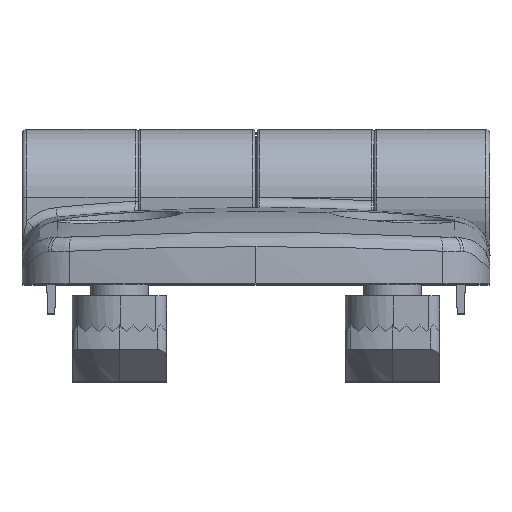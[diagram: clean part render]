
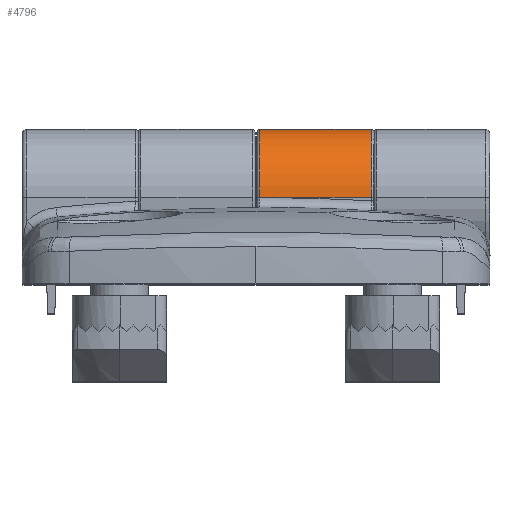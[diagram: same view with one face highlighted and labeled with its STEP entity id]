
A CAD part, top view. The second image highlights one B-rep face of the part: STEP entity #4796.
In plain terms, the highlighted cylindrical face has radius 7 mm (diameter 14 mm), a partial arc.
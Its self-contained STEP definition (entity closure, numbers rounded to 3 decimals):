
#1093=CARTESIAN_POINT('',(-0.4,8.9,0.));
#1094=DIRECTION('',(1.,0.,0.));
#1095=DIRECTION('',(0.,0.,-1.));
#1096=AXIS2_PLACEMENT_3D('',#1093,#1094,#1095);
#1769=CARTESIAN_POINT('',(-11.8,8.9,0.));
#1770=DIRECTION('',(-1.,0.,0.));
#1771=DIRECTION('',(0.,0.,1.));
#1772=AXIS2_PLACEMENT_3D('',#1769,#1770,#1771);
#1971=DIRECTION('',(1.,0.,0.));
#1972=VECTOR('',#1971,11.4);
#1973=CARTESIAN_POINT('',(-11.8,8.9,7.));
#1974=LINE('',#1973,#1972);
#1978=DIRECTION('',(-1.,0.,0.));
#1979=VECTOR('',#1978,11.4);
#1980=CARTESIAN_POINT('',(-0.4,8.899,
-7.));
#1981=LINE('',#1980,#1979);
#3185=CARTESIAN_POINT('',(-11.8,8.9,7.));
#3186=CARTESIAN_POINT('',(-0.4,8.9,7.));
#3187=VERTEX_POINT('',#3185);
#3188=VERTEX_POINT('',#3186);
#3307=CARTESIAN_POINT('',(-0.4,8.899,
-7.));
#3308=CARTESIAN_POINT('',(-11.8,8.9,-7.));
#3309=VERTEX_POINT('',#3307);
#3310=VERTEX_POINT('',#3308);
#4784=CARTESIAN_POINT('',(24.,8.9,0.));
#4785=DIRECTION('',(-1.,0.,0.));
#4786=DIRECTION('',(0.,0.,1.));
#4787=AXIS2_PLACEMENT_3D('',#4784,#4785,#4786);
#4788=CYLINDRICAL_SURFACE('',#4787,7.);
#4789=ORIENTED_EDGE('',*,*,#3523,.F.);
#4790=ORIENTED_EDGE('',*,*,#4540,.T.);
#4792=ORIENTED_EDGE('',*,*,#4791,.F.);
#4793=ORIENTED_EDGE('',*,*,#3543,.T.);
#4794=EDGE_LOOP('',(#4789,#4790,#4792,#4793));
#4795=FACE_OUTER_BOUND('',#4794,.F.);
#1097=CIRCLE('',#1096,7.);
#1773=CIRCLE('',#1772,7.);
#3523=EDGE_CURVE('',#3187,#3188,#1974,.T.);
#3543=EDGE_CURVE('',#3309,#3188,#1097,.T.);
#4540=EDGE_CURVE('',#3187,#3310,#1773,.T.);
#4791=EDGE_CURVE('',#3309,#3310,#1981,.T.);
#4796=ADVANCED_FACE('',(#4795),#4788,.T.);
